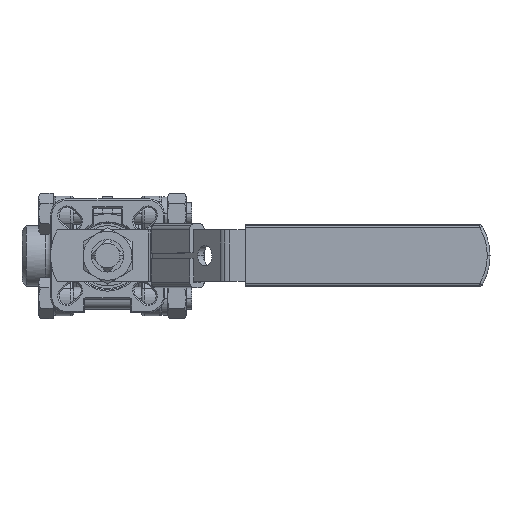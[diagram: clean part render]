
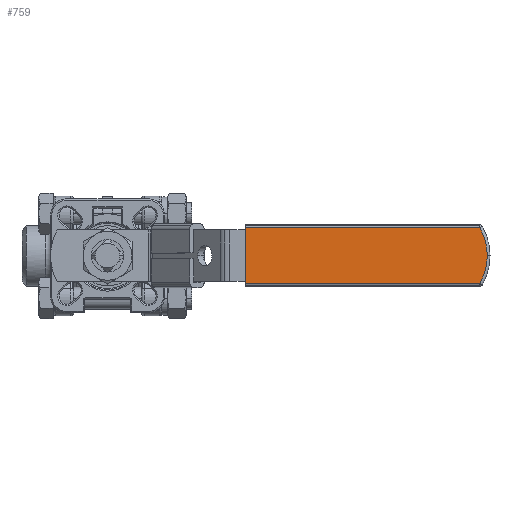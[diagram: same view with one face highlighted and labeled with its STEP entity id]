
A CAD part, top view. The second image highlights one B-rep face of the part: STEP entity #759.
In plain terms, the highlighted planar face has unit normal (0, 0, 1).
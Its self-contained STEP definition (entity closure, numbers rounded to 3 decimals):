
#759=ADVANCED_FACE('',(#2172),#2173,.T.);
#2172=FACE_OUTER_BOUND('',#4969,.T.);
#2173=PLANE('',#4970);
#4969=EDGE_LOOP('',(#9525,#9526,#9527,#9528,#9529));
#4970=AXIS2_PLACEMENT_3D('',#9530,#9531,#9532);
#9525=ORIENTED_EDGE('',*,*,#13792,.F.);
#9526=ORIENTED_EDGE('',*,*,#13834,.F.);
#9527=ORIENTED_EDGE('',*,*,#13777,.F.);
#9528=ORIENTED_EDGE('',*,*,#13821,.F.);
#9529=ORIENTED_EDGE('',*,*,#13789,.F.);
#9530=CARTESIAN_POINT('',(92.13,0.,75.6));
#9531=DIRECTION('',(0.,0.,1.0));
#9532=DIRECTION('',(1.0,0.,0.));
#13777=EDGE_CURVE('',#16575,#16577,#16578,.T.);
#13789=EDGE_CURVE('',#16598,#16596,#16600,.T.);
#13792=EDGE_CURVE('',#16604,#16598,#16606,.T.);
#13821=EDGE_CURVE('',#16596,#16575,#16648,.T.);
#13834=EDGE_CURVE('',#16577,#16604,#16667,.T.);
#16575=VERTEX_POINT('',#21843);
#16577=VERTEX_POINT('',#21845);
#16578=LINE('',#21846,#21847);
#16596=VERTEX_POINT('',#21869);
#16598=VERTEX_POINT('',#21871);
#16600=CIRCLE('',#21873,20.8);
#16604=VERTEX_POINT('',#21878);
#16606=LINE('',#21880,#21881);
#16648=CIRCLE('',#21929,20.8);
#16667=LINE('',#21957,#21958);
#21843=CARTESIAN_POINT('',(134.547,-10.3,75.6));
#21845=CARTESIAN_POINT('',(48.276,-10.3,75.6));
#21846=CARTESIAN_POINT('',(91.914,-10.3,75.6));
#21847=VECTOR('',#28168,10.0);
#21869=CARTESIAN_POINT('',(137.276,0.,75.6));
#21871=CARTESIAN_POINT('',(134.547,10.3,75.6));
#21873=AXIS2_PLACEMENT_3D('',#28194,#28195,#28196);
#21878=CARTESIAN_POINT('',(48.276,10.3,75.6));
#21880=CARTESIAN_POINT('',(91.914,10.3,75.6));
#21881=VECTOR('',#28201,10.0);
#21929=AXIS2_PLACEMENT_3D('',#28274,#28275,#28276);
#21957=CARTESIAN_POINT('',(48.276,11.3,75.6));
#21958=VECTOR('',#28295,10.0);
#28168=DIRECTION('',(-1.0,0.,0.));
#28194=CARTESIAN_POINT('',(116.476,0.,75.6));
#28195=DIRECTION('',(0.,0.,-1.0));
#28196=DIRECTION('',(1.0,0.,0.));
#28201=DIRECTION('',(1.0,0.,0.));
#28274=CARTESIAN_POINT('',(116.476,0.,75.6));
#28275=DIRECTION('',(0.,0.,-1.0));
#28276=DIRECTION('',(1.0,0.,0.));
#28295=DIRECTION('',(0.,1.0,0.));
